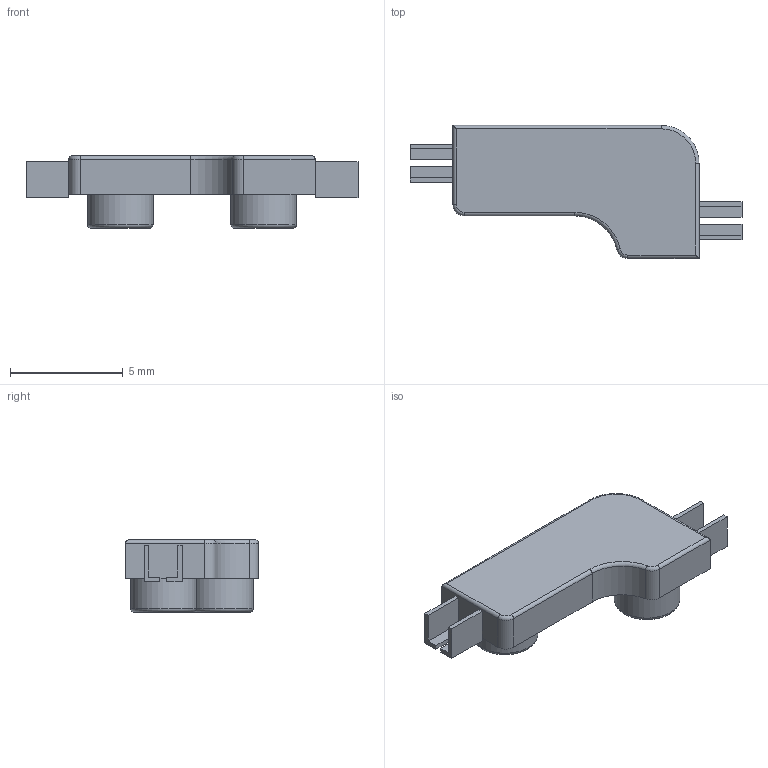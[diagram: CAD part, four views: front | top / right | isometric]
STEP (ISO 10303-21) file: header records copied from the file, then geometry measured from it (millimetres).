
FILE_DESCRIPTION(('FreeCAD Model'),'2;1');
FILE_NAME('Body_sp.step','2018-02-20T08:18:06',( 'kicad StepUp'),('ksu MCAD'),'Open CASCADE STEP processor 6.8', 'FreeCAD','Unknown');
FILE_SCHEMA(('AUTOMOTIVE_DESIGN_CC2 { 1 2 10303 214 -1 1 5 4 }'));
Length unit declared in the file: millimetre
Products named in the file (1): Body_sp
Bounding box: 14.7 x 5.89 x 3.2 mm (x, y, z)
Volume: 106 mm3; surface area: 225.5 mm2
Topology: 1 solids, 1 shells, 76 faces, 187 edges, 117 vertices
Faces by surface type: plane 51, cylinder 19, torus 6
Full cylindrical faces by diameter (mm): 2.9 x2
Entity records: 2753 total; most frequent: DIRECTION 382, CARTESIAN_POINT 381, ORIENTED_EDGE 374, EDGE_CURVE 187, LINE 146, VECTOR 146, AXIS2_PLACEMENT_3D 118, VERTEX_POINT 117
